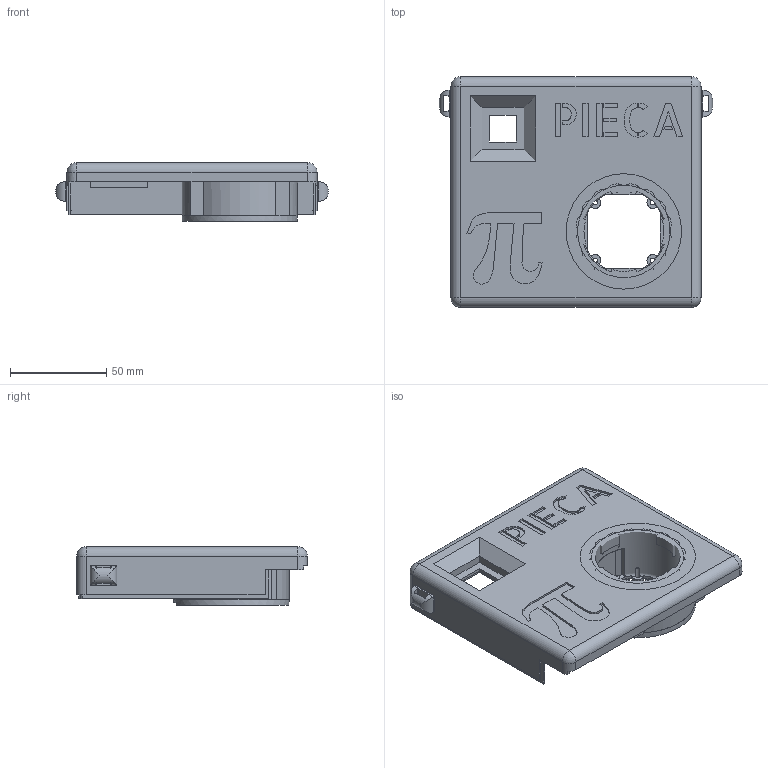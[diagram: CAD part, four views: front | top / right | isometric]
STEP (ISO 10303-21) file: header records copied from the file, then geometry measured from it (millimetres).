
FILE_DESCRIPTION(/* description */ ('STEP AP242','CAx-IF Rec.Pracs.---Representation and Presentation of Product Manufacturing Information (PMI)---4.0---2014-10-13','CAx-IF Rec.Pracs.---3D Tessellated Geometry---0.4---2014-09-14','2;1'),/* implementation_level */ '2;1');
FILE_NAME(/* name */ 'front+mount',/* time_stamp */ '2022-07-01T20:31:09+00:00',/* author */ (''),/* organization */ (''),/* preprocessor_version */ 'ST-DEVELOPER v18.102',/* originating_system */ ' ',/* authorisation */ ' ');
FILE_SCHEMA (('AP242_MANAGED_MODEL_BASED_3D_ENGINEERING_MIM_LF { 1 0 10303 442 1 1 4 }'));
Length unit declared in the file: metre
Products named in the file (4): front+mount; Part 1; Part 2
Assembly tree (3 placements, depth 2):
  front+mount
    Part 1
    Part 1
    Part 2
Bounding box: 142 x 120 x 30.5 mm (x, y, z)
Volume: 84333.3 mm3; surface area: 71259.3 mm2
Topology: 2 solids, 4 shells, 293 faces, 821 edges, 534 vertices
Faces by surface type: plane 184, cylinder 64, bspline 40, sphere 4, other 1
Full cylindrical faces by diameter (mm): 2.4 x4, 60 x3
Entity records: 13424 total; most frequent: CARTESIAN_POINT 6274, ORIENTED_EDGE 1524, DIRECTION 1247, EDGE_CURVE 803, VERTEX_POINT 528, LINE 515, VECTOR 515, AXIS2_PLACEMENT_3D 366
